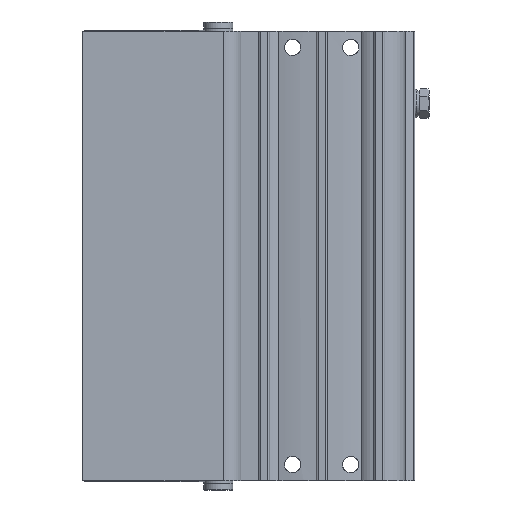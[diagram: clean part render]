
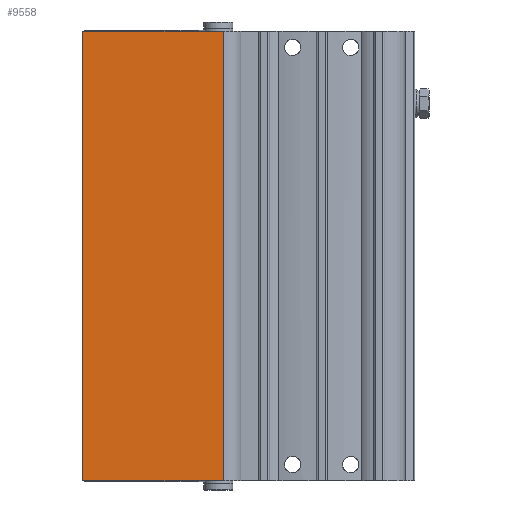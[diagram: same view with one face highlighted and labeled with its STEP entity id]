
A CAD part, front view. The second image highlights one B-rep face of the part: STEP entity #9558.
In plain terms, the highlighted planar face has unit normal (0, -1, 0).
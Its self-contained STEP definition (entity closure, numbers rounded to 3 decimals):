
#563=LINE('',#15049,#1334);
#623=LINE('',#15320,#1394);
#624=LINE('',#15322,#1395);
#625=LINE('',#15324,#1396);
#1334=VECTOR('',#11940,1000.);
#1394=VECTOR('',#12130,1000.);
#1395=VECTOR('',#12133,1000.);
#1396=VECTOR('',#12134,1000.);
#2384=ORIENTED_EDGE('',*,*,#4897,.T.);
#2385=ORIENTED_EDGE('',*,*,#4898,.F.);
#2386=ORIENTED_EDGE('',*,*,#4794,.F.);
#2387=ORIENTED_EDGE('',*,*,#4896,.T.);
#4794=EDGE_CURVE('',#6079,#6080,#563,.T.);
#4896=EDGE_CURVE('',#6079,#6149,#623,.T.);
#4897=EDGE_CURVE('',#6149,#6150,#624,.T.);
#4898=EDGE_CURVE('',#6080,#6150,#625,.T.);
#6079=VERTEX_POINT('',#15048);
#6080=VERTEX_POINT('',#15050);
#6149=VERTEX_POINT('',#15319);
#6150=VERTEX_POINT('',#15323);
#7376=EDGE_LOOP('',(#2384,#2385,#2386,#2387));
#8345=FACE_BOUND('',#7376,.T.);
#9205=PLANE('',#10635);
#9558=ADVANCED_FACE('',(#8345),#9205,.F.);
#10635=AXIS2_PLACEMENT_3D('',#15321,#12131,#12132);
#11940=DIRECTION('',(1.,0.,0.));
#12130=DIRECTION('',(0.,0.,-1.));
#12131=DIRECTION('',(0.,1.,0.));
#12132=DIRECTION('',(0.,0.,1.));
#12133=DIRECTION('',(1.,0.,0.));
#12134=DIRECTION('',(0.,0.,-1.));
#15048=CARTESIAN_POINT('',(52.8,-23.,124.));
#15049=CARTESIAN_POINT('',(52.8,-23.,124.));
#15050=CARTESIAN_POINT('',(91.5,-23.,124.));
#15319=CARTESIAN_POINT('',(52.8,-23.,0.));
#15320=CARTESIAN_POINT('',(52.8,-23.,124.));
#15321=CARTESIAN_POINT('',(52.8,-23.,124.));
#15322=CARTESIAN_POINT('',(52.8,-23.,0.));
#15323=CARTESIAN_POINT('',(91.5,-23.,0.));
#15324=CARTESIAN_POINT('',(91.5,-23.,124.));
